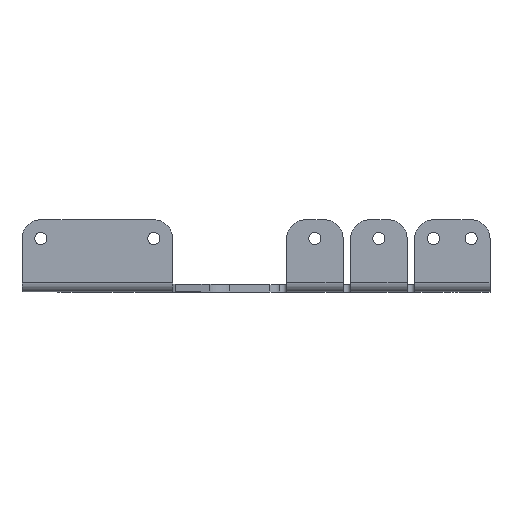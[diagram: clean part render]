
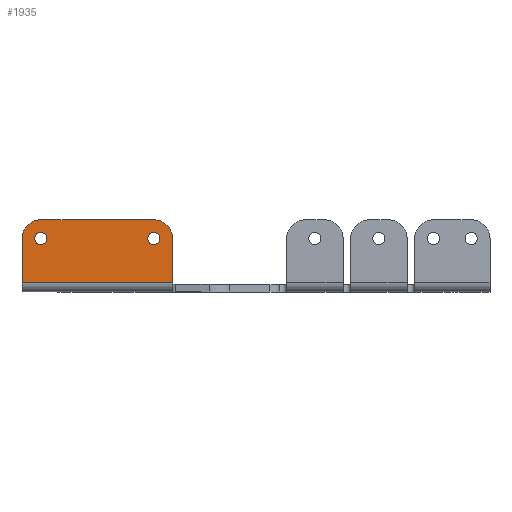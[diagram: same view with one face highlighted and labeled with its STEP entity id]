
A CAD part, top view. The second image highlights one B-rep face of the part: STEP entity #1935.
In plain terms, the highlighted planar face has unit normal (0, 0, 1).
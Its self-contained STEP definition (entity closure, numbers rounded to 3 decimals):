
#84=FACE_BOUND('',#407,.T.);
#85=FACE_BOUND('',#408,.T.);
#170=CIRCLE('',#2131,3.2);
#172=CIRCLE('',#2134,3.2);
#175=CIRCLE('',#2138,10.);
#177=CIRCLE('',#2142,10.);
#278=FACE_OUTER_BOUND('',#406,.T.);
#406=EDGE_LOOP('',(#1752,#1753,#1754,#1755,#1756,#1757));
#407=EDGE_LOOP('',(#1758));
#408=EDGE_LOOP('',(#1759));
#554=LINE('',#3126,#738);
#591=LINE('',#3256,#775);
#594=LINE('',#3265,#778);
#595=LINE('',#3266,#779);
#738=VECTOR('',#2553,1.);
#775=VECTOR('',#2700,1.);
#778=VECTOR('',#2711,1.);
#779=VECTOR('',#2712,1.);
#911=VERTEX_POINT('',#3116);
#913=VERTEX_POINT('',#3121);
#942=VERTEX_POINT('',#3232);
#944=VERTEX_POINT('',#3238);
#948=VERTEX_POINT('',#3247);
#949=VERTEX_POINT('',#3249);
#951=VERTEX_POINT('',#3255);
#953=VERTEX_POINT('',#3261);
#1156=EDGE_CURVE('',#911,#913,#554,.T.);
#1208=EDGE_CURVE('',#942,#942,#170,.T.);
#1211=EDGE_CURVE('',#944,#944,#172,.T.);
#1216=EDGE_CURVE('',#948,#949,#175,.T.);
#1219=EDGE_CURVE('',#949,#951,#591,.T.);
#1222=EDGE_CURVE('',#951,#953,#177,.T.);
#1224=EDGE_CURVE('',#953,#911,#594,.T.);
#1225=EDGE_CURVE('',#913,#948,#595,.T.);
#1752=ORIENTED_EDGE('',*,*,#1156,.F.);
#1753=ORIENTED_EDGE('',*,*,#1224,.F.);
#1754=ORIENTED_EDGE('',*,*,#1222,.F.);
#1755=ORIENTED_EDGE('',*,*,#1219,.F.);
#1756=ORIENTED_EDGE('',*,*,#1216,.F.);
#1757=ORIENTED_EDGE('',*,*,#1225,.F.);
#1758=ORIENTED_EDGE('',*,*,#1211,.T.);
#1759=ORIENTED_EDGE('',*,*,#1208,.T.);
#1831=PLANE('',#2143);
#1935=ADVANCED_FACE('',(#278,#84,#85),#1831,.F.);
#2131=AXIS2_PLACEMENT_3D('',#3233,#2677,#2678);
#2134=AXIS2_PLACEMENT_3D('',#3239,#2684,#2685);
#2138=AXIS2_PLACEMENT_3D('',#3250,#2694,#2695);
#2142=AXIS2_PLACEMENT_3D('',#3262,#2706,#2707);
#2143=AXIS2_PLACEMENT_3D('',#3264,#2709,#2710);
#2553=DIRECTION('',(-1.,0.,0.));
#2677=DIRECTION('center_axis',(0.,0.,-1.));
#2678=DIRECTION('ref_axis',(0.,1.,0.));
#2684=DIRECTION('center_axis',(0.,0.,-1.));
#2685=DIRECTION('ref_axis',(0.,1.,0.));
#2694=DIRECTION('center_axis',(0.,0.,-1.));
#2695=DIRECTION('ref_axis',(0.,1.,0.));
#2700=DIRECTION('',(1.,0.,0.));
#2706=DIRECTION('center_axis',(0.,0.,-1.));
#2707=DIRECTION('ref_axis',(0.,1.,0.));
#2709=DIRECTION('center_axis',(0.,0.,-1.));
#2710=DIRECTION('ref_axis',(0.,1.,0.));
#2711=DIRECTION('',(0.,-1.,0.));
#2712=DIRECTION('',(0.,1.,0.));
#3116=CARTESIAN_POINT('',(388.535,0.737,-484.407));
#3121=CARTESIAN_POINT('',(308.535,0.737,-484.407));
#3126=CARTESIAN_POINT('',(440.119,0.737,-484.407));
#3232=CARTESIAN_POINT('',(318.535,21.1,-484.407));
#3233=CARTESIAN_POINT('Origin',(318.535,24.3,-484.407));
#3238=CARTESIAN_POINT('',(378.535,21.1,-484.407));
#3239=CARTESIAN_POINT('Origin',(378.535,24.3,-484.407));
#3247=CARTESIAN_POINT('',(308.535,24.3,-484.407));
#3249=CARTESIAN_POINT('',(318.535,34.3,-484.407));
#3250=CARTESIAN_POINT('Origin',(318.535,24.3,-484.407));
#3255=CARTESIAN_POINT('',(378.535,34.3,-484.407));
#3256=CARTESIAN_POINT('',(378.535,34.3,-484.407));
#3261=CARTESIAN_POINT('',(388.535,24.3,-484.407));
#3262=CARTESIAN_POINT('Origin',(378.535,24.3,-484.407));
#3264=CARTESIAN_POINT('Origin',(440.119,-63.136,-484.407));
#3265=CARTESIAN_POINT('',(388.535,24.3,-484.407));
#3266=CARTESIAN_POINT('',(308.535,24.3,-484.407));
